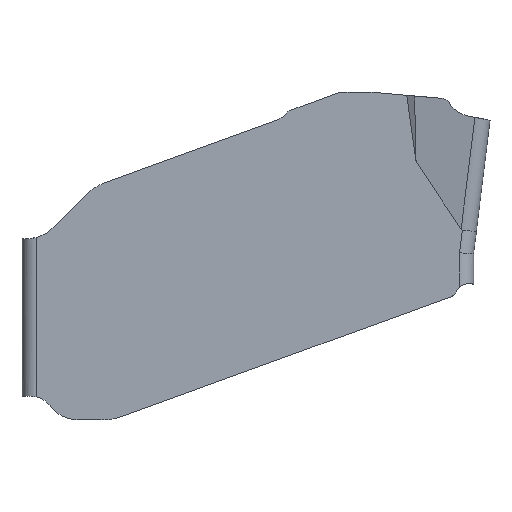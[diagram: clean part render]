
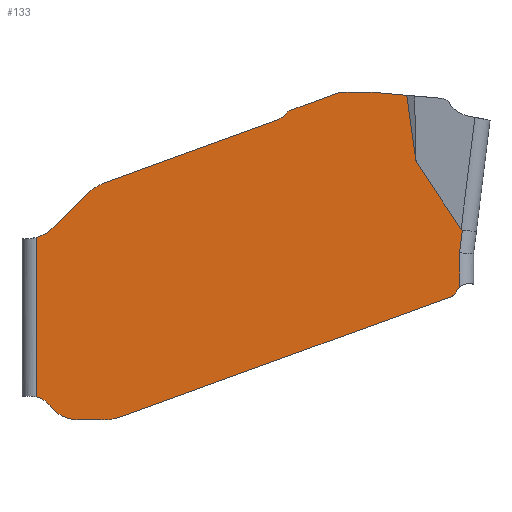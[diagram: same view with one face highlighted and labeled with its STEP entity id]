
A CAD part, left-side view. The second image highlights one B-rep face of the part: STEP entity #133.
In plain terms, the highlighted planar face has unit normal (-1, 0, 0).
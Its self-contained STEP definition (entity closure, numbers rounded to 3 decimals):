
#72=ELLIPSE('',#1009,1.32,1.);
#82=ELLIPSE('',#1037,3.644,0.3);
#83=ELLIPSE('',#1040,1.46,1.);
#102=PLANE('',#1044);
#133=ADVANCED_FACE('',(#200),#102,.F.);
#200=FACE_OUTER_BOUND('',#246,.T.);
#246=EDGE_LOOP('',(#542,#543,#544,#545,#546,#547,#548,#549,#550,#551,#552,
#553,#554,#555,#556,#557,#558,#559,#560,#561,#562,#563,#564,#565,#566,#567,
#568,#569,#570));
#277=LINE('',#1418,#355);
#281=LINE('',#1430,#359);
#286=LINE('',#1448,#364);
#292=LINE('',#1481,#372);
#294=LINE('',#1485,#374);
#318=LINE('',#1594,#398);
#319=LINE('',#1597,#399);
#320=LINE('',#1601,#400);
#321=LINE('',#1603,#401);
#322=LINE('',#1604,#402);
#323=LINE('',#1610,#403);
#324=LINE('',#1621,#404);
#325=LINE('',#1625,#405);
#355=VECTOR('',#1094,1.);
#359=VECTOR('',#1106,1.);
#364=VECTOR('',#1125,1.);
#372=VECTOR('',#1147,1.);
#374=VECTOR('',#1151,1.);
#398=VECTOR('',#1225,1.);
#399=VECTOR('',#1226,1.);
#400=VECTOR('',#1229,1.);
#401=VECTOR('',#1230,1.);
#402=VECTOR('',#1231,1.);
#403=VECTOR('',#1236,1.);
#404=VECTOR('',#1241,1.);
#405=VECTOR('',#1244,1.);
#542=ORIENTED_EDGE('',*,*,#858,.T.);
#543=ORIENTED_EDGE('',*,*,#859,.T.);
#544=ORIENTED_EDGE('',*,*,#860,.T.);
#545=ORIENTED_EDGE('',*,*,#861,.T.);
#546=ORIENTED_EDGE('',*,*,#862,.T.);
#547=ORIENTED_EDGE('',*,*,#814,.T.);
#548=ORIENTED_EDGE('',*,*,#781,.T.);
#549=ORIENTED_EDGE('',*,*,#785,.T.);
#550=ORIENTED_EDGE('',*,*,#788,.T.);
#551=ORIENTED_EDGE('',*,*,#791,.T.);
#552=ORIENTED_EDGE('',*,*,#794,.T.);
#553=ORIENTED_EDGE('',*,*,#797,.T.);
#554=ORIENTED_EDGE('',*,*,#800,.T.);
#555=ORIENTED_EDGE('',*,*,#803,.T.);
#556=ORIENTED_EDGE('',*,*,#806,.T.);
#557=ORIENTED_EDGE('',*,*,#809,.T.);
#558=ORIENTED_EDGE('',*,*,#812,.T.);
#559=ORIENTED_EDGE('',*,*,#824,.T.);
#560=ORIENTED_EDGE('',*,*,#863,.T.);
#561=ORIENTED_EDGE('',*,*,#864,.T.);
#562=ORIENTED_EDGE('',*,*,#865,.T.);
#563=ORIENTED_EDGE('',*,*,#866,.T.);
#564=ORIENTED_EDGE('',*,*,#867,.T.);
#565=ORIENTED_EDGE('',*,*,#868,.T.);
#566=ORIENTED_EDGE('',*,*,#869,.T.);
#567=ORIENTED_EDGE('',*,*,#870,.T.);
#568=ORIENTED_EDGE('',*,*,#871,.T.);
#569=ORIENTED_EDGE('',*,*,#872,.T.);
#570=ORIENTED_EDGE('',*,*,#873,.T.);
#695=VERTEX_POINT('',#1409);
#696=VERTEX_POINT('',#1411);
#698=VERTEX_POINT('',#1417);
#700=VERTEX_POINT('',#1423);
#702=VERTEX_POINT('',#1429);
#704=VERTEX_POINT('',#1435);
#706=VERTEX_POINT('',#1441);
#708=VERTEX_POINT('',#1447);
#710=VERTEX_POINT('',#1453);
#712=VERTEX_POINT('',#1462);
#714=VERTEX_POINT('',#1474);
#716=VERTEX_POINT('',#1480);
#718=VERTEX_POINT('',#1486);
#726=VERTEX_POINT('',#1522);
#754=VERTEX_POINT('',#1595);
#755=VERTEX_POINT('',#1596);
#756=VERTEX_POINT('',#1598);
#757=VERTEX_POINT('',#1600);
#758=VERTEX_POINT('',#1602);
#759=VERTEX_POINT('',#1605);
#760=VERTEX_POINT('',#1607);
#761=VERTEX_POINT('',#1609);
#762=VERTEX_POINT('',#1611);
#763=VERTEX_POINT('',#1613);
#764=VERTEX_POINT('',#1618);
#765=VERTEX_POINT('',#1620);
#766=VERTEX_POINT('',#1622);
#767=VERTEX_POINT('',#1624);
#768=VERTEX_POINT('',#1626);
#781=EDGE_CURVE('',#696,#695,#910,.T.);
#785=EDGE_CURVE('',#695,#698,#277,.T.);
#788=EDGE_CURVE('',#698,#700,#912,.T.);
#791=EDGE_CURVE('',#700,#702,#281,.T.);
#794=EDGE_CURVE('',#702,#704,#914,.T.);
#797=EDGE_CURVE('',#704,#706,#916,.T.);
#800=EDGE_CURVE('',#706,#708,#286,.T.);
#803=EDGE_CURVE('',#708,#710,#918,.T.);
#806=EDGE_CURVE('',#710,#712,#938,.T.);
#809=EDGE_CURVE('',#712,#714,#72,.T.);
#812=EDGE_CURVE('',#714,#716,#292,.T.);
#814=EDGE_CURVE('',#718,#696,#294,.T.);
#824=EDGE_CURVE('',#716,#726,#920,.T.);
#858=EDGE_CURVE('',#754,#755,#318,.T.);
#859=EDGE_CURVE('',#755,#756,#319,.T.);
#860=EDGE_CURVE('',#756,#757,#82,.T.);
#861=EDGE_CURVE('',#757,#758,#320,.T.);
#862=EDGE_CURVE('',#758,#718,#321,.T.);
#863=EDGE_CURVE('',#726,#759,#322,.T.);
#864=EDGE_CURVE('',#759,#760,#928,.T.);
#865=EDGE_CURVE('',#760,#761,#929,.T.);
#866=EDGE_CURVE('',#761,#762,#323,.T.);
#867=EDGE_CURVE('',#762,#763,#83,.T.);
#868=EDGE_CURVE('',#763,#764,#943,.T.);
#869=EDGE_CURVE('',#764,#765,#930,.T.);
#870=EDGE_CURVE('',#765,#766,#324,.T.);
#871=EDGE_CURVE('',#766,#767,#931,.T.);
#872=EDGE_CURVE('',#767,#768,#325,.T.);
#873=EDGE_CURVE('',#768,#754,#932,.T.);
#910=CIRCLE('',#991,1.);
#912=CIRCLE('',#995,0.2);
#914=CIRCLE('',#999,0.21);
#916=CIRCLE('',#1002,0.545);
#918=CIRCLE('',#1006,1.);
#920=CIRCLE('',#1014,0.8);
#928=CIRCLE('',#1038,0.5);
#929=CIRCLE('',#1039,0.75);
#930=CIRCLE('',#1041,1.);
#931=CIRCLE('',#1042,0.1);
#932=CIRCLE('',#1043,0.3);
#938=B_SPLINE_CURVE_WITH_KNOTS('',3,(#1463,#1464,#1465,#1466),
 .UNSPECIFIED.,.F.,.F.,(4,4),(0.,1.),.UNSPECIFIED.);
#943=B_SPLINE_CURVE_WITH_KNOTS('',3,(#1614,#1615,#1616,#1617),
 .UNSPECIFIED.,.F.,.F.,(4,4),(0.,1.),.UNSPECIFIED.);
#991=AXIS2_PLACEMENT_3D('',#1410,#1087,#1088);
#995=AXIS2_PLACEMENT_3D('',#1424,#1100,#1101);
#999=AXIS2_PLACEMENT_3D('',#1436,#1112,#1113);
#1002=AXIS2_PLACEMENT_3D('',#1442,#1119,#1120);
#1006=AXIS2_PLACEMENT_3D('',#1454,#1131,#1132);
#1009=AXIS2_PLACEMENT_3D('',#1475,#1140,#1141);
#1014=AXIS2_PLACEMENT_3D('',#1523,#1162,#1163);
#1037=AXIS2_PLACEMENT_3D('',#1599,#1227,#1228);
#1038=AXIS2_PLACEMENT_3D('',#1606,#1232,#1233);
#1039=AXIS2_PLACEMENT_3D('',#1608,#1234,#1235);
#1040=AXIS2_PLACEMENT_3D('',#1612,#1237,#1238);
#1041=AXIS2_PLACEMENT_3D('',#1619,#1239,#1240);
#1042=AXIS2_PLACEMENT_3D('',#1623,#1242,#1243);
#1043=AXIS2_PLACEMENT_3D('',#1627,#1245,#1246);
#1044=AXIS2_PLACEMENT_3D('',#1628,#1247,#1248);
#1087=DIRECTION('',(-1.,0.,0.));
#1088=DIRECTION('',(0.,0.,-1.));
#1094=DIRECTION('',(0.,1.,0.));
#1100=DIRECTION('',(-1.,0.,0.));
#1101=DIRECTION('',(0.,0.,-1.));
#1106=DIRECTION('',(0.,0.94,-0.342));
#1112=DIRECTION('',(-1.,0.,0.));
#1113=DIRECTION('',(0.,0.,-1.));
#1119=DIRECTION('',(1.,0.,0.));
#1120=DIRECTION('',(0.,0.,-1.));
#1125=DIRECTION('',(0.,0.94,-0.342));
#1131=DIRECTION('',(-1.,0.,0.));
#1132=DIRECTION('',(0.,0.,-1.));
#1140=DIRECTION('',(-1.,0.,0.));
#1141=DIRECTION('',(0.,0.707,-0.707));
#1147=DIRECTION('',(0.,0.707,-0.707));
#1151=DIRECTION('',(0.,0.996,0.087));
#1162=DIRECTION('',(1.,0.,0.));
#1163=DIRECTION('',(0.,0.,-1.));
#1225=DIRECTION('',(0.,0.,1.));
#1226=DIRECTION('',(0.,-0.122,0.993));
#1227=DIRECTION('',(1.,0.,0.));
#1228=DIRECTION('',(0.,-0.122,0.993));
#1229=DIRECTION('',(0.,0.556,0.831));
#1230=DIRECTION('',(0.,0.139,0.99));
#1231=DIRECTION('',(0.,0.,-1.));
#1232=DIRECTION('',(1.,0.,0.));
#1233=DIRECTION('',(0.,0.,-1.));
#1234=DIRECTION('',(-1.,0.,0.));
#1235=DIRECTION('',(0.,0.,-1.));
#1236=DIRECTION('',(0.,-1.,0.));
#1237=DIRECTION('',(-1.,0.,0.));
#1238=DIRECTION('',(0.,-1.,0.));
#1239=DIRECTION('',(-1.,0.,0.));
#1240=DIRECTION('',(0.,0.,-1.));
#1241=DIRECTION('',(0.,-0.94,0.342));
#1242=DIRECTION('',(-1.,0.,0.));
#1243=DIRECTION('',(0.,0.,-1.));
#1244=DIRECTION('',(0.,-0.5,0.866));
#1245=DIRECTION('',(1.,0.,0.));
#1246=DIRECTION('',(0.,0.,-1.));
#1247=DIRECTION('',(1.,0.,0.));
#1248=DIRECTION('',(0.,0.,-1.));
#1409=CARTESIAN_POINT('',(-0.8,-2.427,0.6));
#1410=CARTESIAN_POINT('',(-0.8,-2.427,-0.4));
#1411=CARTESIAN_POINT('',(-0.8,-2.515,0.596));
#1417=CARTESIAN_POINT('',(-0.8,-1.835,0.6));
#1418=CARTESIAN_POINT('',(-0.8,0.,0.6));
#1423=CARTESIAN_POINT('',(-0.8,-1.766,0.588));
#1424=CARTESIAN_POINT('',(-0.8,-1.835,0.4));
#1429=CARTESIAN_POINT('',(-0.8,-0.745,0.216));
#1430=CARTESIAN_POINT('',(-0.8,-0.018,-0.048));
#1435=CARTESIAN_POINT('',(-0.8,-0.656,0.154));
#1436=CARTESIAN_POINT('',(-0.8,-0.817,0.019));
#1441=CARTESIAN_POINT('',(-0.8,-0.426,-0.006));
#1442=CARTESIAN_POINT('',(-0.8,-0.24,0.506));
#1447=CARTESIAN_POINT('',(-0.8,3.251,-1.344));
#1448=CARTESIAN_POINT('',(-0.8,-0.052,-0.142));
#1453=CARTESIAN_POINT('',(-0.8,3.424,-1.427));
#1454=CARTESIAN_POINT('',(-0.8,2.909,-2.284));
#1462=CARTESIAN_POINT('',(-0.8,3.478,-1.463));
#1463=CARTESIAN_POINT('',(-0.8,3.424,-1.427));
#1464=CARTESIAN_POINT('',(-0.8,3.442,-1.438));
#1465=CARTESIAN_POINT('',(-0.8,3.46,-1.45));
#1466=CARTESIAN_POINT('',(-0.8,3.478,-1.463));
#1474=CARTESIAN_POINT('',(-0.8,3.662,-1.623));
#1475=CARTESIAN_POINT('',(-0.8,2.955,-2.331));
#1480=CARTESIAN_POINT('',(-0.8,4.334,-2.296));
#1481=CARTESIAN_POINT('',(-0.8,1.019,1.019));
#1485=CARTESIAN_POINT('',(-0.8,-0.071,0.81));
#1486=CARTESIAN_POINT('',(-0.8,-3.221,0.534));
#1522=CARTESIAN_POINT('',(-0.8,4.7,-2.505));
#1523=CARTESIAN_POINT('',(-0.8,4.9,-1.73));
#1594=CARTESIAN_POINT('',(-0.8,-4.35,-2.851));
#1595=CARTESIAN_POINT('',(-0.8,-4.35,-3.565));
#1596=CARTESIAN_POINT('',(-0.8,-4.35,-2.832));
#1597=CARTESIAN_POINT('',(-0.8,-4.365,-2.708));
#1598=CARTESIAN_POINT('',(-0.8,-4.41,-2.347));
#1599=CARTESIAN_POINT('',(-0.8,-4.854,1.271));
#1600=CARTESIAN_POINT('',(-0.8,-4.383,-2.327));
#1601=CARTESIAN_POINT('',(-0.8,-4.457,-2.436));
#1602=CARTESIAN_POINT('',(-0.8,-3.42,-0.886));
#1603=CARTESIAN_POINT('',(-0.8,-3.619,-2.31));
#1604=CARTESIAN_POINT('',(-0.8,4.7,-7.9));
#1605=CARTESIAN_POINT('',(-0.8,4.7,-5.91));
#1606=CARTESIAN_POINT('',(-0.8,4.8,-6.4));
#1607=CARTESIAN_POINT('',(-0.8,4.4,-6.1));
#1608=CARTESIAN_POINT('',(-0.8,3.8,-5.65));
#1609=CARTESIAN_POINT('',(-0.8,3.8,-6.4));
#1610=CARTESIAN_POINT('',(-0.8,0.,-6.4));
#1611=CARTESIAN_POINT('',(-0.8,3.314,-6.4));
#1612=CARTESIAN_POINT('',(-0.8,3.314,-5.4));
#1613=CARTESIAN_POINT('',(-0.8,3.08,-6.387));
#1614=CARTESIAN_POINT('',(-0.8,3.08,-6.387));
#1615=CARTESIAN_POINT('',(-0.8,3.062,-6.385));
#1616=CARTESIAN_POINT('',(-0.8,3.044,-6.382));
#1617=CARTESIAN_POINT('',(-0.8,3.025,-6.378));
#1618=CARTESIAN_POINT('',(-0.8,3.025,-6.378));
#1619=CARTESIAN_POINT('',(-0.8,3.233,-5.4));
#1620=CARTESIAN_POINT('',(-0.8,2.891,-6.34));
#1621=CARTESIAN_POINT('',(-0.8,-1.699,-4.669));
#1622=CARTESIAN_POINT('',(-0.8,-4.192,-3.762));
#1623=CARTESIAN_POINT('',(-0.8,-4.158,-3.668));
#1624=CARTESIAN_POINT('',(-0.8,-4.245,-3.718));
#1625=CARTESIAN_POINT('',(-0.8,-4.793,-2.767));
#1626=CARTESIAN_POINT('',(-0.8,-4.29,-3.639));
#1627=CARTESIAN_POINT('',(-0.8,-4.55,-3.789));
#1628=CARTESIAN_POINT('',(-0.8,0.,0.));
